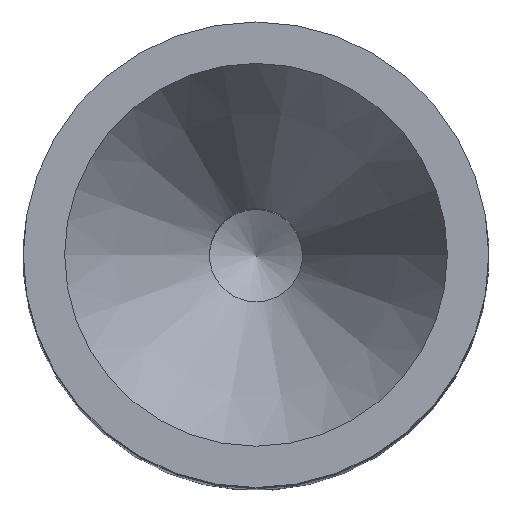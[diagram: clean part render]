
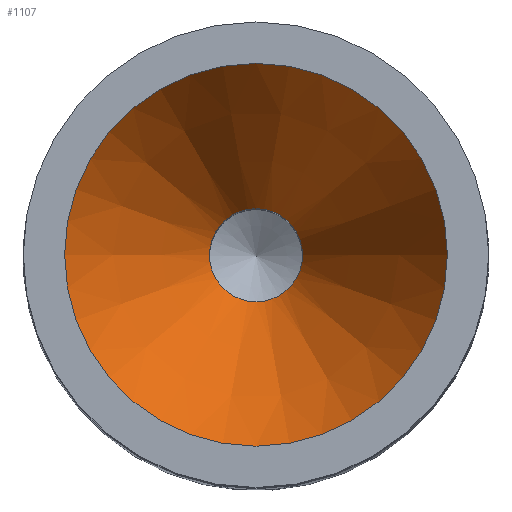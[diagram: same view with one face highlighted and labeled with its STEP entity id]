
A CAD part, top view. The second image highlights one B-rep face of the part: STEP entity #1107.
In plain terms, the highlighted conical face has half-angle 30 degrees and reference radius 1.15 mm.
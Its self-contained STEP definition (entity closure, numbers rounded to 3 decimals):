
#130=CONICAL_SURFACE('',#1256,1.15,0.524);
#189=FACE_OUTER_BOUND('',#251,.T.);
#251=EDGE_LOOP('',(#1035,#1036,#1037,#1038));
#304=LINE('',#2752,#355);
#355=VECTOR('',#1559,1.15);
#415=CIRCLE('',#1255,0.45);
#416=CIRCLE('',#1257,1.85);
#528=VERTEX_POINT('',#2747);
#529=VERTEX_POINT('',#2751);
#698=EDGE_CURVE('',#528,#528,#415,.T.);
#699=EDGE_CURVE('',#528,#529,#304,.T.);
#700=EDGE_CURVE('',#529,#529,#416,.T.);
#1035=ORIENTED_EDGE('',*,*,#698,.F.);
#1036=ORIENTED_EDGE('',*,*,#699,.T.);
#1037=ORIENTED_EDGE('',*,*,#700,.T.);
#1038=ORIENTED_EDGE('',*,*,#699,.F.);
#1107=ADVANCED_FACE('',(#189),#130,.F.);
#1255=AXIS2_PLACEMENT_3D('',#2749,#1555,#1556);
#1256=AXIS2_PLACEMENT_3D('',#2750,#1557,#1558);
#1257=AXIS2_PLACEMENT_3D('',#2753,#1560,#1561);
#1555=DIRECTION('center_axis',(0.,0.,1.));
#1556=DIRECTION('ref_axis',(1.,0.,0.));
#1557=DIRECTION('center_axis',(0.,0.,1.));
#1558=DIRECTION('ref_axis',(-1.,0.,0.));
#1559=DIRECTION('',(0.5,0.,0.866));
#1560=DIRECTION('center_axis',(0.,0.,1.));
#1561=DIRECTION('ref_axis',(1.,0.,0.));
#2747=CARTESIAN_POINT('',(0.45,0.,7.92));
#2749=CARTESIAN_POINT('Origin',(0.,0.,7.92));
#2750=CARTESIAN_POINT('Origin',(0.,0.,9.132));
#2751=CARTESIAN_POINT('',(1.85,0.,10.344));
#2752=CARTESIAN_POINT('',(1.15,0.,9.132));
#2753=CARTESIAN_POINT('Origin',(0.,0.,10.344));
